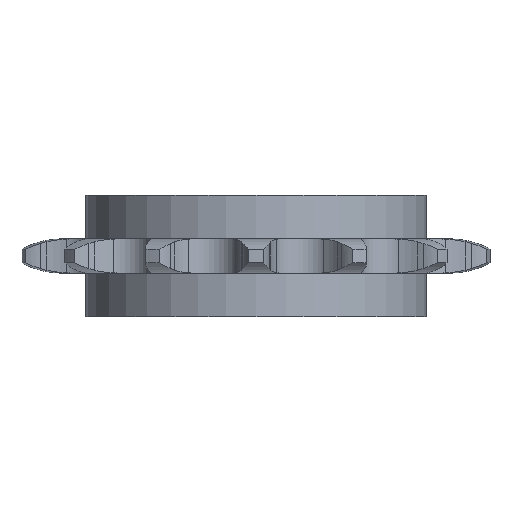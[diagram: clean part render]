
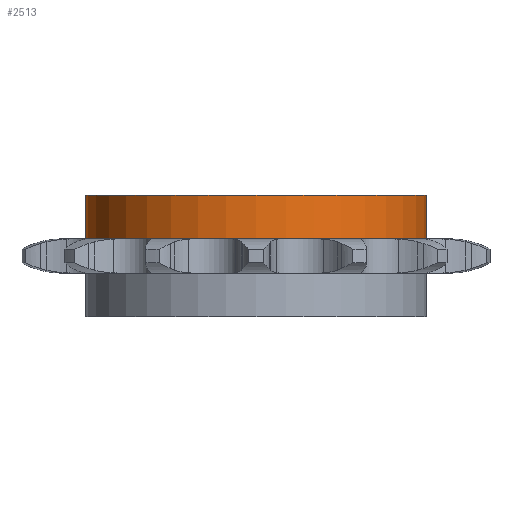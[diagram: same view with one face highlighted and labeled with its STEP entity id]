
A CAD part, front view. The second image highlights one B-rep face of the part: STEP entity #2513.
In plain terms, the highlighted cylindrical face has radius 14 mm (diameter 28 mm), a partial arc.
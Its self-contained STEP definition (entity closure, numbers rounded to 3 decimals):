
#387 = DIRECTION ( 'NONE',  ( 0., 0., -1. ) ) ;
#439 = VERTEX_POINT ( 'NONE', #6097 ) ;
#483 = AXIS2_PLACEMENT_3D ( 'NONE', #4843, #387, #6226 ) ;
#489 = ORIENTED_EDGE ( 'NONE', *, *, #2523, .F. ) ;
#499 = EDGE_LOOP ( 'NONE', ( #2108, #489, #2858, #3659 ) ) ;
#514 = FACE_OUTER_BOUND ( 'NONE', #499, .T. ) ;
#524 = VERTEX_POINT ( 'NONE', #4716 ) ;
#756 = CARTESIAN_POINT ( 'NONE',  ( -14., 0., 4. ) ) ;
#962 = VECTOR ( 'NONE', #4178, 1000. ) ;
#972 = EDGE_CURVE ( 'NONE', #439, #524, #4920, .T. ) ;
#1723 = DIRECTION ( 'NONE',  ( -1., 0., 0. ) ) ;
#1793 = DIRECTION ( 'NONE',  ( 0., 0., -1. ) ) ;
#1802 = CYLINDRICAL_SURFACE ( 'NONE', #5737, 14. ) ;
#2008 = VERTEX_POINT ( 'NONE', #3579 ) ;
#2108 = ORIENTED_EDGE ( 'NONE', *, *, #972, .F. ) ;
#2513 = ADVANCED_FACE ( 'NONE', ( #514 ), #1802, .T. ) ;
#2523 = EDGE_CURVE ( 'NONE', #5080, #439, #5849, .T. ) ;
#2542 = EDGE_CURVE ( 'NONE', #5080, #2008, #3434, .T. ) ;
#2569 = EDGE_CURVE ( 'NONE', #524, #2008, #3271, .T. ) ;
#2858 = ORIENTED_EDGE ( 'NONE', *, *, #2542, .T. ) ;
#2936 = DIRECTION ( 'NONE',  ( 0., 0., -1. ) ) ;
#3260 = CARTESIAN_POINT ( 'NONE',  ( 0., 0., 4. ) ) ;
#3271 = CIRCLE ( 'NONE', #483, 14. ) ;
#3434 = LINE ( 'NONE', #756, #962 ) ;
#3579 = CARTESIAN_POINT ( 'NONE',  ( -14., 0., 1.4 ) ) ;
#3659 = ORIENTED_EDGE ( 'NONE', *, *, #2569, .F. ) ;
#4178 = DIRECTION ( 'NONE',  ( 0., 0., -1. ) ) ;
#4433 = CARTESIAN_POINT ( 'NONE',  ( 14., 0., 4. ) ) ;
#4514 = VECTOR ( 'NONE', #2936, 1000. ) ;
#4716 = CARTESIAN_POINT ( 'NONE',  ( 14., 0., 1.4 ) ) ;
#4843 = CARTESIAN_POINT ( 'NONE',  ( 0., 0., 1.4 ) ) ;
#4920 = LINE ( 'NONE', #4433, #4514 ) ;
#5080 = VERTEX_POINT ( 'NONE', #6144 ) ;
#5159 = DIRECTION ( 'NONE',  ( 1., 0., 0. ) ) ;
#5221 = CARTESIAN_POINT ( 'NONE',  ( 0., 0., 5. ) ) ;
#5694 = DIRECTION ( 'NONE',  ( 0., 0., 1. ) ) ;
#5737 = AXIS2_PLACEMENT_3D ( 'NONE', #3260, #1793, #1723 ) ;
#5849 = CIRCLE ( 'NONE', #6130, 14. ) ;
#6097 = CARTESIAN_POINT ( 'NONE',  ( 14., 0., 5. ) ) ;
#6130 = AXIS2_PLACEMENT_3D ( 'NONE', #5221, #5694, #5159 ) ;
#6144 = CARTESIAN_POINT ( 'NONE',  ( -14., 0., 5. ) ) ;
#6226 = DIRECTION ( 'NONE',  ( 0., -1., 0. ) ) ;
